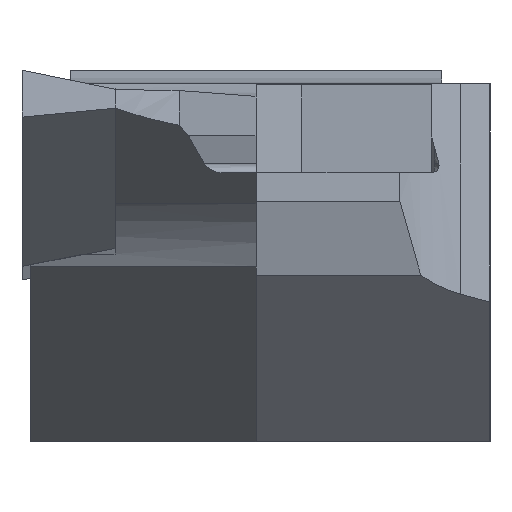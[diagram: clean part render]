
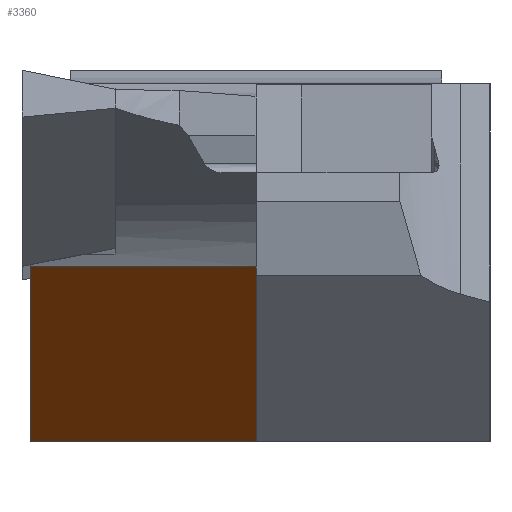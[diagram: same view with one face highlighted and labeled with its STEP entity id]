
A CAD part, left-side view. The second image highlights one B-rep face of the part: STEP entity #3360.
In plain terms, the highlighted planar face has unit normal (-0.616, 0, -0.788).
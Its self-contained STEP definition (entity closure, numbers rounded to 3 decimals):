
#117 = LINE ( 'NONE', #1984, #3415 ) ;
#134 = CARTESIAN_POINT ( 'NONE',  ( -85.767, -178.477, -6.35 ) ) ;
#235 = CARTESIAN_POINT ( 'NONE',  ( -93.444, 7.7, -0.352 ) ) ;
#284 = VECTOR ( 'NONE', #954, 1000. ) ;
#374 = VERTEX_POINT ( 'NONE', #2025 ) ;
#444 = DIRECTION ( 'NONE',  ( -0.788, 0., 0.616 ) ) ;
#814 = VECTOR ( 'NONE', #444, 1000. ) ;
#824 = VERTEX_POINT ( 'NONE', #3004 ) ;
#932 = DIRECTION ( 'NONE',  ( 0., 1., 0. ) ) ;
#954 = DIRECTION ( 'NONE',  ( 0., 1., 0. ) ) ;
#994 = ORIENTED_EDGE ( 'NONE', *, *, #3260, .F. ) ;
#1172 = DIRECTION ( 'NONE',  ( 0.616, 0., 0.788 ) ) ;
#1268 = EDGE_CURVE ( 'NONE', #2356, #2966, #117, .T. ) ;
#1490 = LINE ( 'NONE', #1551, #1540 ) ;
#1532 = EDGE_LOOP ( 'NONE', ( #3501, #994, #3503, #2014 ) ) ;
#1540 = VECTOR ( 'NONE', #932, 1000. ) ;
#1551 = CARTESIAN_POINT ( 'NONE',  ( -93.444, -178.477, -0.352 ) ) ;
#1651 = LINE ( 'NONE', #134, #284 ) ;
#1832 = CARTESIAN_POINT ( 'NONE',  ( -93.444, 0., -0.352 ) ) ;
#1915 = EDGE_CURVE ( 'NONE', #374, #2966, #1490, .T. ) ;
#1984 = CARTESIAN_POINT ( 'NONE',  ( -93.444, 7.7, -0.352 ) ) ;
#2014 = ORIENTED_EDGE ( 'NONE', *, *, #1915, .T. ) ;
#2025 = CARTESIAN_POINT ( 'NONE',  ( -93.444, 0., -0.352 ) ) ;
#2083 = CARTESIAN_POINT ( 'NONE',  ( -93.444, -178.477, -0.352 ) ) ;
#2340 = DIRECTION ( 'NONE',  ( 0.788, 0., -0.616 ) ) ;
#2346 = FACE_OUTER_BOUND ( 'NONE', #1532, .T. ) ;
#2356 = VERTEX_POINT ( 'NONE', #3262 ) ;
#2569 = AXIS2_PLACEMENT_3D ( 'NONE', #2083, #1172, #2340 ) ;
#2947 = PLANE ( 'NONE',  #2569 ) ;
#2966 = VERTEX_POINT ( 'NONE', #235 ) ;
#3000 = LINE ( 'NONE', #1832, #814 ) ;
#3004 = CARTESIAN_POINT ( 'NONE',  ( -85.767, 0., -6.35 ) ) ;
#3260 = EDGE_CURVE ( 'NONE', #824, #2356, #1651, .T. ) ;
#3262 = CARTESIAN_POINT ( 'NONE',  ( -85.767, 7.7, -6.35 ) ) ;
#3360 = ADVANCED_FACE ( 'NONE', ( #2346 ), #2947, .F. ) ;
#3415 = VECTOR ( 'NONE', #3525, 1000. ) ;
#3501 = ORIENTED_EDGE ( 'NONE', *, *, #1268, .F. ) ;
#3503 = ORIENTED_EDGE ( 'NONE', *, *, #3547, .T. ) ;
#3525 = DIRECTION ( 'NONE',  ( -0.788, 0., 0.616 ) ) ;
#3547 = EDGE_CURVE ( 'NONE', #824, #374, #3000, .T. ) ;
